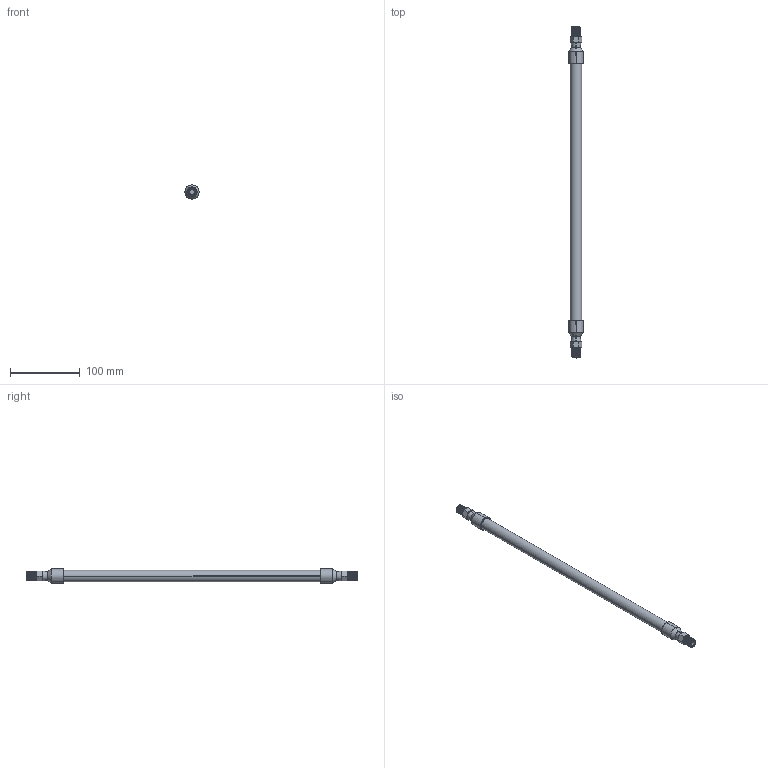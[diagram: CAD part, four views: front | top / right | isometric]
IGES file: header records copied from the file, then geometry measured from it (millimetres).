
Start section: SolidWorks IGES file using analytic representation for surfaces
Global section: file name: 18RF-ES IGS.IGS; native system: SolidWorks 2020; preprocessor: SolidWorks 2020; author: Ammad; date: 211028.193341; units: inch
Bounding box: 20.32 x 475.33 x 20.32 mm (x, y, z)
Surface area: 31522.1 mm2 (no closed solid volume)
Topology: 0 solids, 0 shells, 150 faces, 2374 edges, 2374 vertices
Faces by surface type: revolution 106, bspline 44
